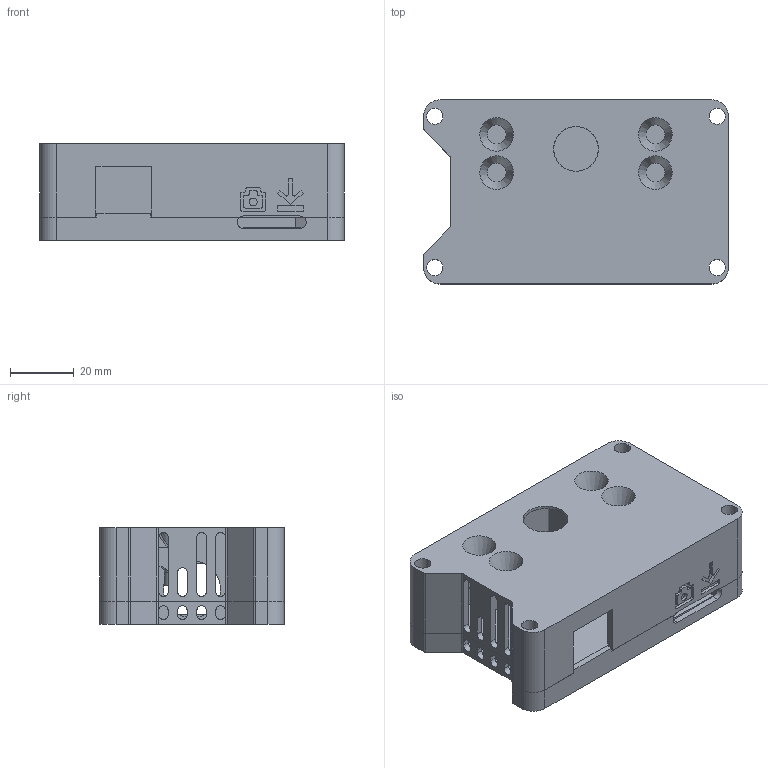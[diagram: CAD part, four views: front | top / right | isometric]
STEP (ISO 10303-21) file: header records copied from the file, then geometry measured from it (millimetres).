
FILE_DESCRIPTION(/* description */ (''),/* implementation_level */ '2;1');
FILE_NAME(/* name */ '5f28f08d53c2f513d0e4a1ab',/* time_stamp */ '2020-08-04T05:22:22+00:00',/* author */ (''),/* organization */ (''),/* preprocessor_version */ 'ST-DEVELOPER v16.7',/* originating_system */ $,/* authorisation */ $);
FILE_SCHEMA (('AUTOMOTIVE_DESIGN {1 0 10303 214 3 1 1}'));
Length unit declared in the file: metre
Products named in the file (2): Rear Case; Front Case
Bounding box: 96 x 58 x 30.38 mm (x, y, z)
Volume: 42709 mm3; surface area: 41251.2 mm2
Topology: 2 solids, 2 shells, 344 faces, 965 edges, 634 vertices
Faces by surface type: plane 185, cylinder 119, cone 22, bspline 10, torus 8
Full cylindrical faces by diameter (mm): 1.8 x14, 2.4 x4, 2.5 x1, 4 x4, 4.4 x4, 5.105 x8, 14.1 x1
Entity records: 11018 total; most frequent: CARTESIAN_POINT 2218, DIRECTION 1778, ORIENTED_EDGE 1768, EDGE_CURVE 884, VERTEX_POINT 621, AXIS2_PLACEMENT_3D 601, LINE 576, VECTOR 576
